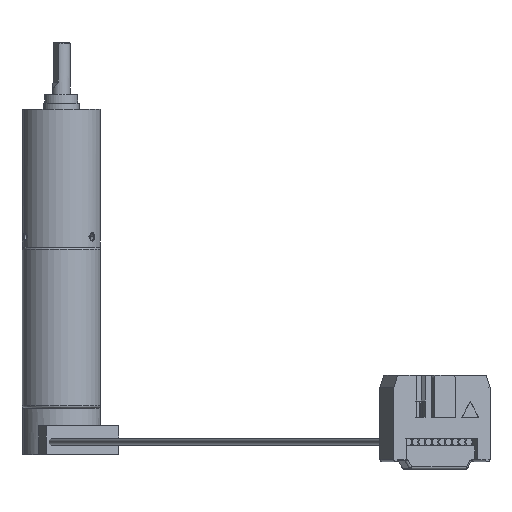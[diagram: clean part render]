
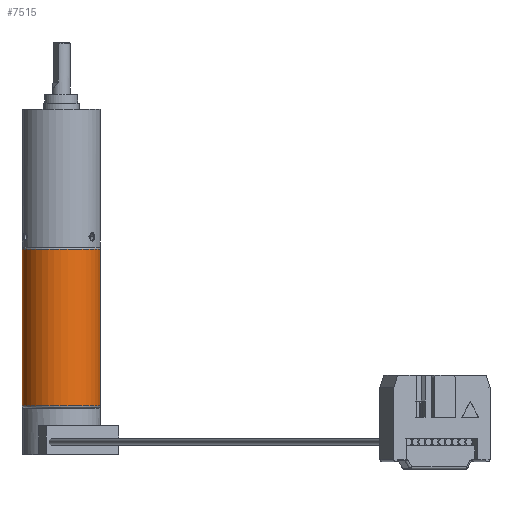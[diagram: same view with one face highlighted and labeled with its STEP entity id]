
A CAD part, front view. The second image highlights one B-rep face of the part: STEP entity #7515.
In plain terms, the highlighted cylindrical face has radius 6.5 mm (diameter 13 mm), a partial arc.
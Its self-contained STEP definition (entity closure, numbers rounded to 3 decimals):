
#64 = VERTEX_POINT ( 'NONE', #1871 ) ;
#91 = CARTESIAN_POINT ( 'NONE',  ( 17.021, 74.663, -9.775 ) ) ;
#246 = CARTESIAN_POINT ( 'NONE',  ( 10.521, 74.663, -9.775 ) ) ;
#626 = CARTESIAN_POINT ( 'NONE',  ( 17.021, 74.663, 18.045 ) ) ;
#627 = CARTESIAN_POINT ( 'NONE',  ( 4.021, 74.663, -9.775 ) ) ;
#658 = VECTOR ( 'NONE', #4201, 1000. ) ;
#671 = CARTESIAN_POINT ( 'NONE',  ( 17.021, 74.663, -7.895 ) ) ;
#770 = ORIENTED_EDGE ( 'NONE', *, *, #3042, .T. ) ;
#853 = DIRECTION ( 'NONE',  ( 1., 0., 0. ) ) ;
#1130 = AXIS2_PLACEMENT_3D ( 'NONE', #246, #6806, #853 ) ;
#1661 = ORIENTED_EDGE ( 'NONE', *, *, #1893, .T. ) ;
#1772 = CIRCLE ( 'NONE', #7221, 6.5 ) ;
#1787 = LINE ( 'NONE', #91, #3189 ) ;
#1871 = CARTESIAN_POINT ( 'NONE',  ( 4.021, 74.663, -7.895 ) ) ;
#1882 = DIRECTION ( 'NONE',  ( 0., 0., 1. ) ) ;
#1893 = EDGE_CURVE ( 'NONE', #6693, #5016, #2071, .T. ) ;
#1969 = VERTEX_POINT ( 'NONE', #671 ) ;
#2071 = CIRCLE ( 'NONE', #5035, 6.5 ) ;
#2245 = LINE ( 'NONE', #627, #658 ) ;
#2545 = DIRECTION ( 'NONE',  ( 0., 0., 1. ) ) ;
#2659 = CYLINDRICAL_SURFACE ( 'NONE', #1130, 6.5 ) ;
#2980 = DIRECTION ( 'NONE',  ( 0., 0., -1. ) ) ;
#3042 = EDGE_CURVE ( 'NONE', #64, #1969, #1772, .T. ) ;
#3189 = VECTOR ( 'NONE', #1882, 1000. ) ;
#4201 = DIRECTION ( 'NONE',  ( 0., 0., 1. ) ) ;
#4522 = CARTESIAN_POINT ( 'NONE',  ( 4.021, 74.663, 18.045 ) ) ;
#5016 = VERTEX_POINT ( 'NONE', #4522 ) ;
#5035 = AXIS2_PLACEMENT_3D ( 'NONE', #6550, #2980, #7139 ) ;
#5297 = ORIENTED_EDGE ( 'NONE', *, *, #7314, .F. ) ;
#6110 = CARTESIAN_POINT ( 'NONE',  ( 10.521, 74.663, -7.895 ) ) ;
#6550 = CARTESIAN_POINT ( 'NONE',  ( 10.521, 74.663, 18.045 ) ) ;
#6581 = EDGE_LOOP ( 'NONE', ( #5297, #770, #7202, #1661 ) ) ;
#6693 = VERTEX_POINT ( 'NONE', #626 ) ;
#6714 = DIRECTION ( 'NONE',  ( -1., 0., 0. ) ) ;
#6728 = EDGE_CURVE ( 'NONE', #1969, #6693, #1787, .T. ) ;
#6806 = DIRECTION ( 'NONE',  ( 0., 0., 1. ) ) ;
#7139 = DIRECTION ( 'NONE',  ( 1., 0., 0. ) ) ;
#7202 = ORIENTED_EDGE ( 'NONE', *, *, #6728, .T. ) ;
#7221 = AXIS2_PLACEMENT_3D ( 'NONE', #6110, #2545, #6714 ) ;
#7314 = EDGE_CURVE ( 'NONE', #64, #5016, #2245, .T. ) ;
#7403 = FACE_OUTER_BOUND ( 'NONE', #6581, .T. ) ;
#7515 = ADVANCED_FACE ( 'NONE', ( #7403 ), #2659, .T. ) ;
